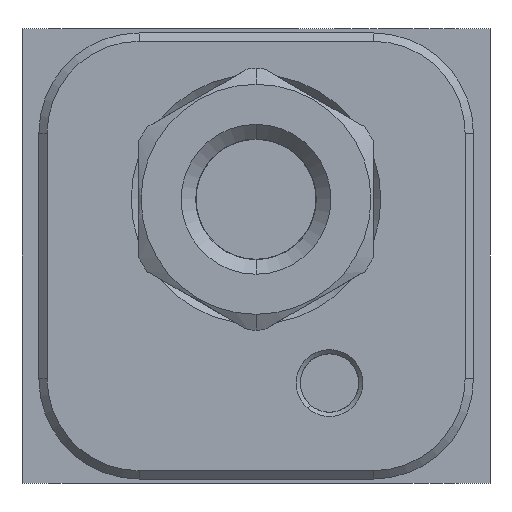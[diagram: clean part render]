
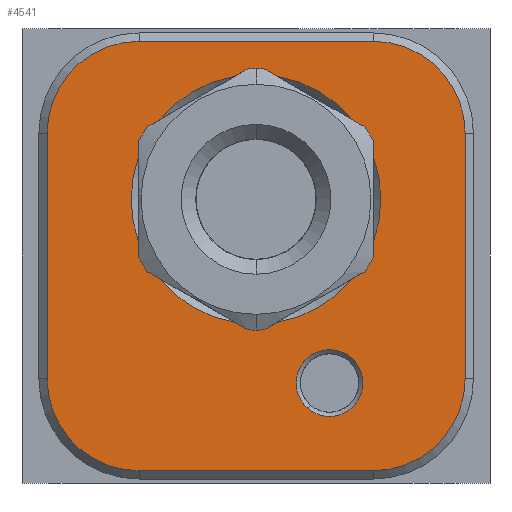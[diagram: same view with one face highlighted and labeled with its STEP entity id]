
A CAD part, front view. The second image highlights one B-rep face of the part: STEP entity #4541.
In plain terms, the highlighted planar face has unit normal (0, -1, 0).
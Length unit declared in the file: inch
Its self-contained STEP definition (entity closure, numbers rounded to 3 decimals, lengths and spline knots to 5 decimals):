
#1565=CARTESIAN_POINT('',(0.875,-4.438,1.062));
#1566=DIRECTION('',(0.,1.,0.));
#1567=DIRECTION('',(0.,0.,-1.));
#1568=AXIS2_PLACEMENT_3D('',#1565,#1566,#1567);
#1570=CARTESIAN_POINT('',(0.875,-4.438,1.062));
#1571=DIRECTION('',(0.,1.,0.));
#1572=DIRECTION('',(0.,0.,1.));
#1573=AXIS2_PLACEMENT_3D('',#1570,#1571,#1572);
#1575=CARTESIAN_POINT('',(1.15,-4.438,0.375));
#1576=DIRECTION('',(0.,1.,0.));
#1577=DIRECTION('',(-0.643,0.,-0.766));
#1578=AXIS2_PLACEMENT_3D('',#1575,#1576,#1577);
#1580=CARTESIAN_POINT('',(1.15,-4.438,0.375));
#1581=DIRECTION('',(0.,1.,0.));
#1582=DIRECTION('',(0.643,0.,0.766));
#1583=AXIS2_PLACEMENT_3D('',#1580,#1581,#1582);
#1611=CARTESIAN_POINT('',(1.313,-4.438,1.309));
#1612=DIRECTION('',(0.,1.,0.));
#1613=DIRECTION('',(0.,0.,1.));
#1614=AXIS2_PLACEMENT_3D('',#1611,#1612,#1613);
#1625=DIRECTION('',(1.,0.,0.));
#1626=VECTOR('',#1625,0.875);
#1627=CARTESIAN_POINT('',(0.438,-4.438,1.653));
#1628=LINE('',#1627,#1626);
#1637=CARTESIAN_POINT('',(0.438,-4.438,1.309));
#1638=DIRECTION('',(0.,1.,0.));
#1639=DIRECTION('',(-1.,0.,0.));
#1640=AXIS2_PLACEMENT_3D('',#1637,#1638,#1639);
#1651=DIRECTION('',(0.,0.,1.));
#1652=VECTOR('',#1651,0.918);
#1653=CARTESIAN_POINT('',(0.094,-4.438,0.391));
#1654=LINE('',#1653,#1652);
#1663=CARTESIAN_POINT('',(0.438,-4.438,0.391));
#1664=DIRECTION('',(0.,1.,0.));
#1665=DIRECTION('',(0.,0.,-1.));
#1666=AXIS2_PLACEMENT_3D('',#1663,#1664,#1665);
#1677=DIRECTION('',(-1.,0.,0.));
#1678=VECTOR('',#1677,0.875);
#1679=CARTESIAN_POINT('',(1.313,-4.438,0.047));
#1680=LINE('',#1679,#1678);
#1685=CARTESIAN_POINT('',(1.313,-4.438,0.391));
#1686=DIRECTION('',(0.,1.,0.));
#1687=DIRECTION('',(1.,0.,0.));
#1688=AXIS2_PLACEMENT_3D('',#1685,#1686,#1687);
#1703=DIRECTION('',(0.,0.,-1.));
#1704=VECTOR('',#1703,0.918);
#1705=CARTESIAN_POINT('',(1.657,-4.438,1.309));
#1706=LINE('',#1705,#1704);
#3596=CARTESIAN_POINT('',(0.875,-4.438,1.529));
#3597=VERTEX_POINT('',#3596);
#3604=CARTESIAN_POINT('',(0.875,-4.438,0.595));
#3605=VERTEX_POINT('',#3604);
#3628=CARTESIAN_POINT('',(1.06965,-4.438,
0.27924));
#3629=CARTESIAN_POINT('',(1.23035,-4.438,
0.47076));
#3630=VERTEX_POINT('',#3628);
#3631=VERTEX_POINT('',#3629);
#3667=CARTESIAN_POINT('',(1.313,-4.438,0.047));
#3668=CARTESIAN_POINT('',(0.438,-4.438,0.047));
#3669=VERTEX_POINT('',#3667);
#3670=VERTEX_POINT('',#3668);
#3675=CARTESIAN_POINT('',(0.094,-4.438,0.391));
#3676=VERTEX_POINT('',#3675);
#3679=CARTESIAN_POINT('',(0.094,-4.438,1.309));
#3680=VERTEX_POINT('',#3679);
#3683=CARTESIAN_POINT('',(0.438,-4.438,1.653));
#3684=VERTEX_POINT('',#3683);
#3687=CARTESIAN_POINT('',(1.313,-4.438,1.653));
#3688=VERTEX_POINT('',#3687);
#3691=CARTESIAN_POINT('',(1.657,-4.438,1.309));
#3692=VERTEX_POINT('',#3691);
#3695=CARTESIAN_POINT('',(1.657,-4.438,0.391));
#3696=VERTEX_POINT('',#3695);
#4508=CARTESIAN_POINT('',(0.,-4.438,0.));
#4509=DIRECTION('',(0.,-1.,0.));
#4510=DIRECTION('',(1.,0.,0.));
#4511=AXIS2_PLACEMENT_3D('',#4508,#4509,#4510);
#4512=PLANE('',#4511);
#4514=ORIENTED_EDGE('',*,*,#4513,.T.);
#4516=ORIENTED_EDGE('',*,*,#4515,.T.);
#4518=ORIENTED_EDGE('',*,*,#4517,.T.);
#4520=ORIENTED_EDGE('',*,*,#4519,.T.);
#4522=ORIENTED_EDGE('',*,*,#4521,.T.);
#4524=ORIENTED_EDGE('',*,*,#4523,.T.);
#4526=ORIENTED_EDGE('',*,*,#4525,.T.);
#4528=ORIENTED_EDGE('',*,*,#4527,.T.);
#4529=EDGE_LOOP('',(#4514,#4516,#4518,#4520,#4522,#4524,#4526,#4528));
#4530=FACE_OUTER_BOUND('',#4529,.F.);
#4532=ORIENTED_EDGE('',*,*,#4531,.F.);
#4534=ORIENTED_EDGE('',*,*,#4533,.F.);
#4535=EDGE_LOOP('',(#4532,#4534));
#4536=FACE_BOUND('',#4535,.F.);
#4537=ORIENTED_EDGE('',*,*,#4490,.F.);
#4538=ORIENTED_EDGE('',*,*,#4501,.F.);
#4539=EDGE_LOOP('',(#4537,#4538));
#4540=FACE_BOUND('',#4539,.F.);
#4541=ADVANCED_FACE('',(#4530,#4536,#4540),#4512,.T.);
#1569=CIRCLE('',#1568,0.467);
#1574=CIRCLE('',#1573,0.467);
#1579=CIRCLE('',#1578,0.125);
#1584=CIRCLE('',#1583,0.125);
#1615=CIRCLE('',#1614,0.344);
#1641=CIRCLE('',#1640,0.344);
#1667=CIRCLE('',#1666,0.344);
#1689=CIRCLE('',#1688,0.344);
#4490=EDGE_CURVE('',#3605,#3597,#1569,.T.);
#4501=EDGE_CURVE('',#3597,#3605,#1574,.T.);
#4513=EDGE_CURVE('',#3688,#3692,#1615,.T.);
#4515=EDGE_CURVE('',#3692,#3696,#1706,.T.);
#4517=EDGE_CURVE('',#3696,#3669,#1689,.T.);
#4519=EDGE_CURVE('',#3669,#3670,#1680,.T.);
#4521=EDGE_CURVE('',#3670,#3676,#1667,.T.);
#4523=EDGE_CURVE('',#3676,#3680,#1654,.T.);
#4525=EDGE_CURVE('',#3680,#3684,#1641,.T.);
#4527=EDGE_CURVE('',#3684,#3688,#1628,.T.);
#4531=EDGE_CURVE('',#3630,#3631,#1579,.T.);
#4533=EDGE_CURVE('',#3631,#3630,#1584,.T.);
